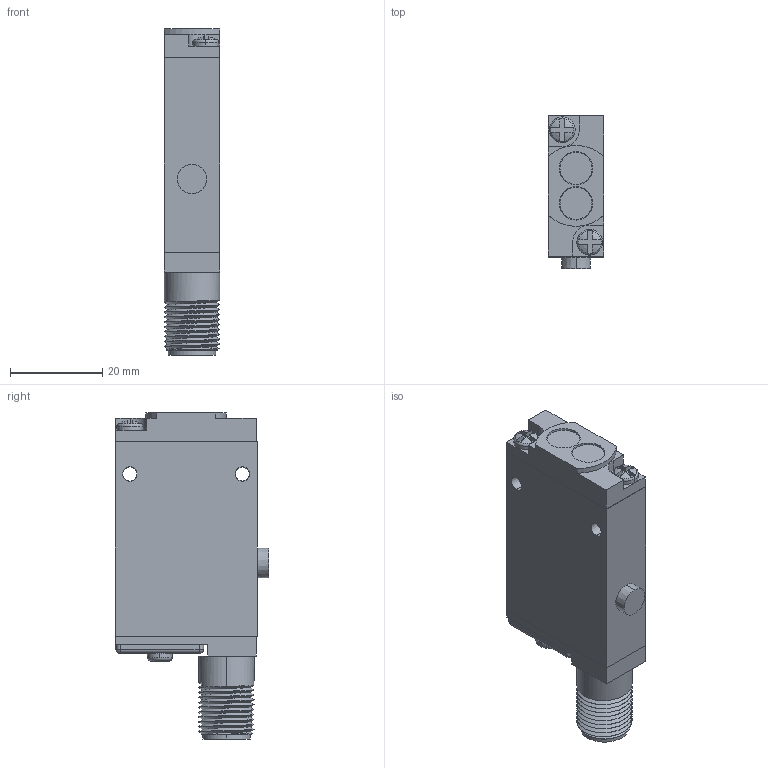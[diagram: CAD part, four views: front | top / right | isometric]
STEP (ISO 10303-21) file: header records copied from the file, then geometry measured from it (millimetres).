
FILE_DESCRIPTION((''),'2;1');
FILE_NAME('154484_SM01_ASM','2025-09-19T09:29:07',('banengservice'),('BANNER ENGINEERING'),'CREO PARAMETRIC BY PTC INC, 2022414','CREO PARAMETRIC BY PTC INC, 2022414','');
FILE_SCHEMA(('CONFIG_CONTROL_DESIGN'));
Length unit declared in the file: millimetre
Products named in the file (2): 154484_EP01; 154484_SM01_ASM
Assembly tree (1 placements, depth 2):
  154484_SM01_ASM
    154484_EP01
Bounding box: 12.04 x 33.32 x 70.77 mm (x, y, z)
Volume: 20253 mm3; surface area: 7055.8 mm2
Topology: 1 solids, 1 shells, 192 faces, 488 edges, 314 vertices
Faces by surface type: plane 77, cylinder 65, bspline 21, cone 15, sphere 8, torus 6
Entity records: 11357 total; most frequent: CARTESIAN_POINT 6711, ORIENTED_EDGE 976, DIRECTION 935, EDGE_CURVE 488, AXIS2_PLACEMENT_3D 353, VERTEX_POINT 314, VECTOR 229, LINE 229
